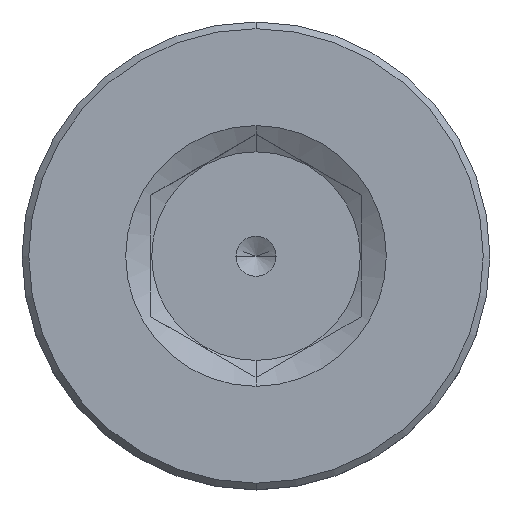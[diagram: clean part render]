
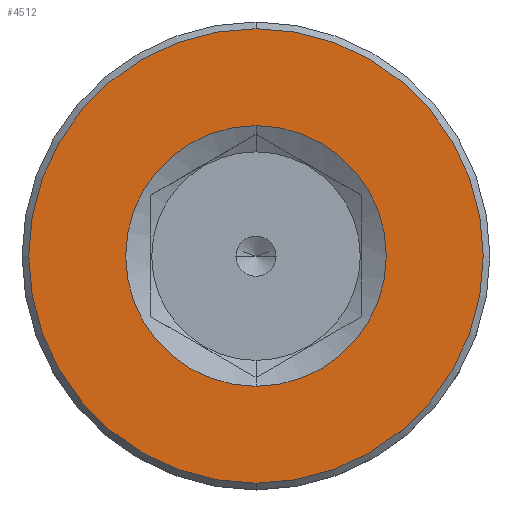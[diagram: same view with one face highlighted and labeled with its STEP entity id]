
A CAD part, top view. The second image highlights one B-rep face of the part: STEP entity #4512.
In plain terms, the highlighted planar face has unit normal (0, 0, 1).
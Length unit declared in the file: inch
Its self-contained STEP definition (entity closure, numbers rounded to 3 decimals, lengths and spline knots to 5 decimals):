
#106=CARTESIAN_POINT('',(0.,0.,1.3215));
#107=DIRECTION('',(0.,0.,1.));
#108=DIRECTION('',(0.,1.,0.));
#109=AXIS2_PLACEMENT_3D('',#106,#107,#108);
#116=CARTESIAN_POINT('',(0.,0.,1.3215));
#117=DIRECTION('',(0.,0.,1.));
#118=DIRECTION('',(0.,-1.,0.));
#119=AXIS2_PLACEMENT_3D('',#116,#117,#118);
#121=CARTESIAN_POINT('',(0.,0.,1.3215));
#122=DIRECTION('',(0.,0.,1.));
#123=DIRECTION('',(0.,1.,0.));
#124=AXIS2_PLACEMENT_3D('',#121,#122,#123);
#126=CARTESIAN_POINT('',(0.,0.,1.3215));
#127=DIRECTION('',(0.,0.,1.));
#128=DIRECTION('',(0.,-1.,0.));
#129=AXIS2_PLACEMENT_3D('',#126,#127,#128);
#4025=CARTESIAN_POINT('',(0.,-0.195,1.3215));
#4026=CARTESIAN_POINT('',(0.,0.195,1.3215));
#4027=VERTEX_POINT('',#4025);
#4028=VERTEX_POINT('',#4026);
#4099=CARTESIAN_POINT('',(0.,0.34,1.3215));
#4100=CARTESIAN_POINT('',(0.,-0.34,1.3215));
#4101=VERTEX_POINT('',#4099);
#4102=VERTEX_POINT('',#4100);
#4496=CARTESIAN_POINT('',(0.,0.,1.3215));
#4497=DIRECTION('',(0.,0.,1.));
#4498=DIRECTION('',(0.,1.,0.));
#4499=AXIS2_PLACEMENT_3D('',#4496,#4497,#4498);
#4500=PLANE('',#4499);
#4502=ORIENTED_EDGE('',*,*,#4501,.F.);
#4503=ORIENTED_EDGE('',*,*,#4479,.F.);
#4504=EDGE_LOOP('',(#4502,#4503));
#4505=FACE_OUTER_BOUND('',#4504,.F.);
#4507=ORIENTED_EDGE('',*,*,#4506,.T.);
#4509=ORIENTED_EDGE('',*,*,#4508,.T.);
#4510=EDGE_LOOP('',(#4507,#4509));
#4511=FACE_BOUND('',#4510,.F.);
#110=CIRCLE('',#109,0.34);
#120=CIRCLE('',#119,0.195);
#125=CIRCLE('',#124,0.195);
#130=CIRCLE('',#129,0.34);
#4479=EDGE_CURVE('',#4101,#4102,#110,.T.);
#4501=EDGE_CURVE('',#4102,#4101,#130,.T.);
#4506=EDGE_CURVE('',#4027,#4028,#120,.T.);
#4508=EDGE_CURVE('',#4028,#4027,#125,.T.);
#4512=ADVANCED_FACE('',(#4505,#4511),#4500,.T.);
